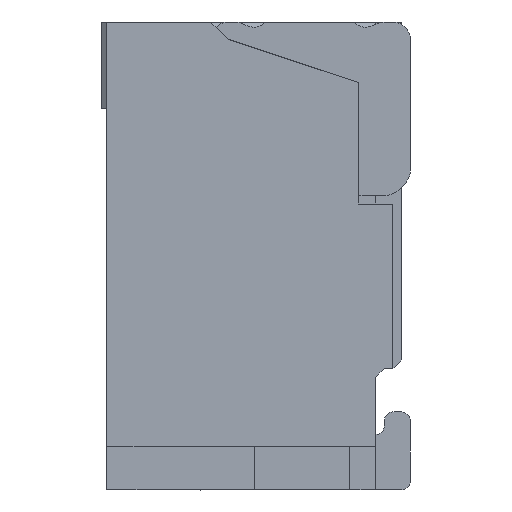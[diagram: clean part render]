
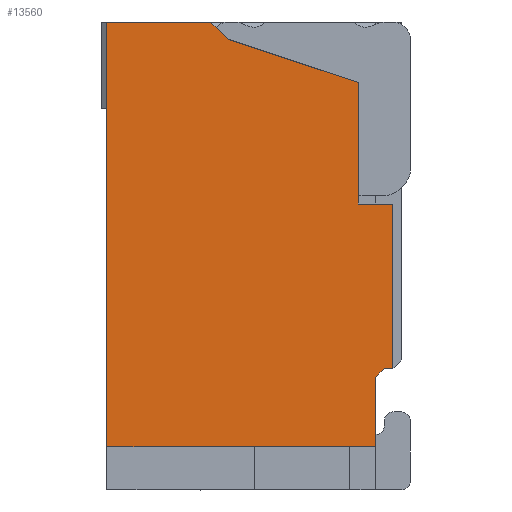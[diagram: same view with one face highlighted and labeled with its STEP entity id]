
A CAD part, left-side view. The second image highlights one B-rep face of the part: STEP entity #13560.
In plain terms, the highlighted planar face has unit normal (-1, 0, 0).
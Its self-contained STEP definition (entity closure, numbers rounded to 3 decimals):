
#11690=CARTESIAN_POINT('',(-17.5,0.05,1.65));
#11700=VERTEX_POINT('',#11690);
#11730=CARTESIAN_POINT('',(-17.5,0.25,1.65));
#11740=DIRECTION('',(0.,-1.,0.));
#11750=VECTOR('',#11740,0.2);
#11760=LINE('',#11730,#11750);
#11770=CARTESIAN_POINT('',(-17.5,0.25,1.65));
#11780=VERTEX_POINT('',#11770);
#11790=EDGE_CURVE('',#11780,#11700,#11760,.T.);
#12700=CARTESIAN_POINT('',(-17.5,0.049,2.701));
#12710=DIRECTION('',(-1.,0.,0.));
#12720=DIRECTION('',(0.,1.,0.));
#12730=AXIS2_PLACEMENT_3D('',#12700,#12710,#12720);
#12740=PLANE('',#12730);
#12750=CARTESIAN_POINT('',(-17.5,1.,2.6));
#12760=DIRECTION('',(0.,0.707,0.707));
#12770=VECTOR('',#12760,0.141);
#12780=LINE('',#12750,#12770);
#12790=CARTESIAN_POINT('',(-17.5,1.,2.6));
#12800=VERTEX_POINT('',#12790);
#12810=CARTESIAN_POINT('',(-17.5,1.1,2.7));
#12820=VERTEX_POINT('',#12810);
#12830=EDGE_CURVE('',#12800,#12820,#12780,.T.);
#12840=ORIENTED_EDGE('',*,*,#12830,.T.);
#12850=CARTESIAN_POINT('',(-17.5,0.25,2.35));
#12860=DIRECTION('',(0.,0.949,0.316));
#12870=VECTOR('',#12860,0.791);
#12880=LINE('',#12850,#12870);
#12890=CARTESIAN_POINT('',(-17.5,0.25,2.35));
#12900=VERTEX_POINT('',#12890);
#12910=EDGE_CURVE('',#12900,#12800,#12880,.T.);
#12920=ORIENTED_EDGE('',*,*,#12910,.T.);
#12930=CARTESIAN_POINT('',(-17.5,0.25,2.35));
#12940=DIRECTION('',(0.,0.,-1.));
#12950=VECTOR('',#12940,0.7);
#12960=LINE('',#12930,#12950);
#12970=EDGE_CURVE('',#12900,#11780,#12960,.T.);
#12980=ORIENTED_EDGE('',*,*,#12970,.F.);
#12990=ORIENTED_EDGE('',*,*,#11790,.F.);
#13000=CARTESIAN_POINT('',(-17.5,0.05,1.65));
#13010=DIRECTION('',(0.,0.,-1.));
#13020=VECTOR('',#13010,0.95);
#13030=LINE('',#13000,#13020);
#13040=CARTESIAN_POINT('',(-17.5,0.05,0.7));
#13050=VERTEX_POINT('',#13040);
#13060=EDGE_CURVE('',#11700,#13050,#13030,.T.);
#13070=ORIENTED_EDGE('',*,*,#13060,.F.);
#13080=CARTESIAN_POINT('',(-17.5,0.05,0.7));
#13090=DIRECTION('',(0.,1.,0.));
#13100=VECTOR('',#13090,0.05);
#13110=LINE('',#13080,#13100);
#13120=CARTESIAN_POINT('',(-17.5,0.1,0.7));
#13130=VERTEX_POINT('',#13120);
#13140=EDGE_CURVE('',#13050,#13130,#13110,.T.);
#13150=ORIENTED_EDGE('',*,*,#13140,.F.);
#13160=CARTESIAN_POINT('',(-17.5,0.15,0.65));
#13170=DIRECTION('',(0.,-0.707,0.707));
#13180=VECTOR('',#13170,0.071);
#13190=LINE('',#13160,#13180);
#13200=CARTESIAN_POINT('',(-17.5,0.15,0.65));
#13210=VERTEX_POINT('',#13200);
#13220=EDGE_CURVE('',#13210,#13130,#13190,.T.);
#13230=ORIENTED_EDGE('',*,*,#13220,.T.);
#13240=CARTESIAN_POINT('',(-17.5,0.15,0.));
#13250=DIRECTION('',(0.,0.,-1.));
#13260=VECTOR('',#13250,1.);
#13270=LINE('',#13240,#13260);
#13280=CARTESIAN_POINT('',(-17.5,0.15,0.25));
#13290=VERTEX_POINT('',#13280);
#13300=EDGE_CURVE('',#13210,#13290,#13270,.T.);
#13310=ORIENTED_EDGE('',*,*,#13300,.F.);
#13320=CARTESIAN_POINT('',(-17.5,0.,0.25));
#13330=DIRECTION('',(0.,-1.,0.));
#13340=VECTOR('',#13330,1.);
#13350=LINE('',#13320,#13340);
#13360=CARTESIAN_POINT('',(-17.5,1.7,0.25));
#13370=VERTEX_POINT('',#13360);
#13380=EDGE_CURVE('',#13370,#13290,#13350,.T.);
#13390=ORIENTED_EDGE('',*,*,#13380,.T.);
#13400=CARTESIAN_POINT('',(-17.5,1.7,0.));
#13410=DIRECTION('',(0.,0.,-1.));
#13420=VECTOR('',#13410,1.);
#13430=LINE('',#13400,#13420);
#13440=CARTESIAN_POINT('',(-17.5,1.7,2.7));
#13450=VERTEX_POINT('',#13440);
#13460=EDGE_CURVE('',#13450,#13370,#13430,.T.);
#13470=ORIENTED_EDGE('',*,*,#13460,.T.);
#13480=CARTESIAN_POINT('',(-17.5,1.7,2.7));
#13490=DIRECTION('',(0.,-1.,0.));
#13500=VECTOR('',#13490,0.6);
#13510=LINE('',#13480,#13500);
#13520=EDGE_CURVE('',#13450,#12820,#13510,.T.);
#13530=ORIENTED_EDGE('',*,*,#13520,.F.);
#13540=EDGE_LOOP('',(#13530,#13470,#13390,#13310,#13230,#13150,#13070,
#12990,#12980,#12920,#12840));
#13550=FACE_OUTER_BOUND('',#13540,.T.);
#13560=ADVANCED_FACE('',(#13550),#12740,.T.);
